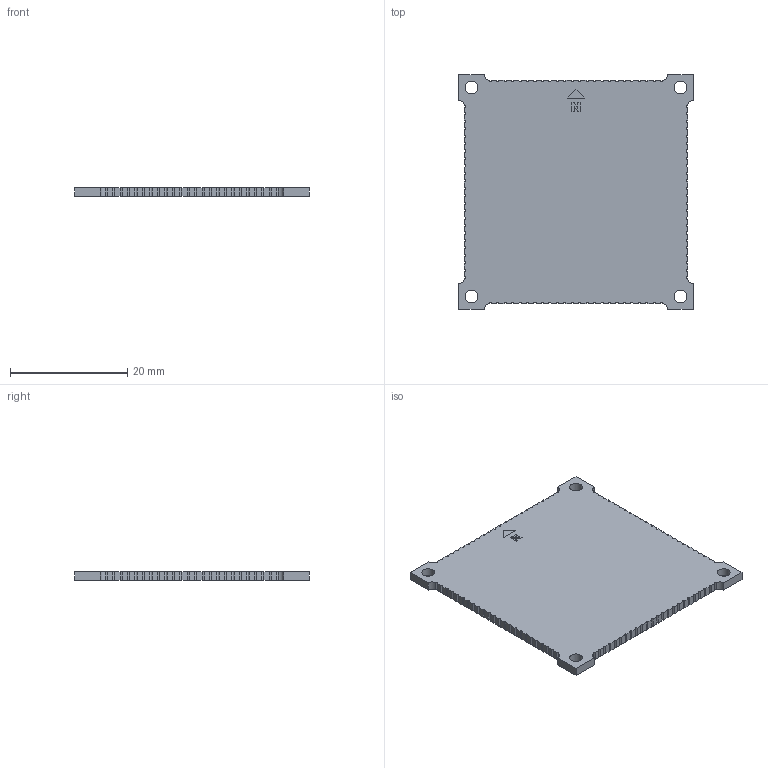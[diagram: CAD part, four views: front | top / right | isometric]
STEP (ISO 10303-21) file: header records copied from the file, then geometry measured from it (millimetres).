
FILE_DESCRIPTION(('FreeCAD Model'),'2;1');
FILE_NAME('ACME_AriaG25__DIBPads_Pocket.step', '2016-02-17T12:15:21',('Author'),(''), 'Open CASCADE STEP processor 6.8','FreeCAD','Unknown');
FILE_SCHEMA(('AUTOMOTIVE_DESIGN_CC2 { 1 2 10303 214 -1 1 5 4 }'));
Length unit declared in the file: millimetre
Products named in the file (2): ASSEMBLY; DIBPads_Pocket
Assembly tree (1 placements, depth 2):
  ASSEMBLY
    DIBPads_Pocket
Bounding box: 40 x 40 x 1.5 mm (x, y, z)
Volume: 2177.7 mm3; surface area: 3248.6 mm2
Topology: 1 solids, 1 shells, 283 faces, 801 edges, 534 vertices
Faces by surface type: plane 169, cylinder 114
Full cylindrical faces by diameter (mm): 1.2 x2, 2.2 x4
Entity records: 19299 total; most frequent: CARTESIAN_POINT 3630, DIRECTION 2813, ORIENTED_EDGE 1602, PCURVE 1602, DEFINITIONAL_REPRESENTATION 1602, LINE 1563, VECTOR 1563, EDGE_CURVE 801
